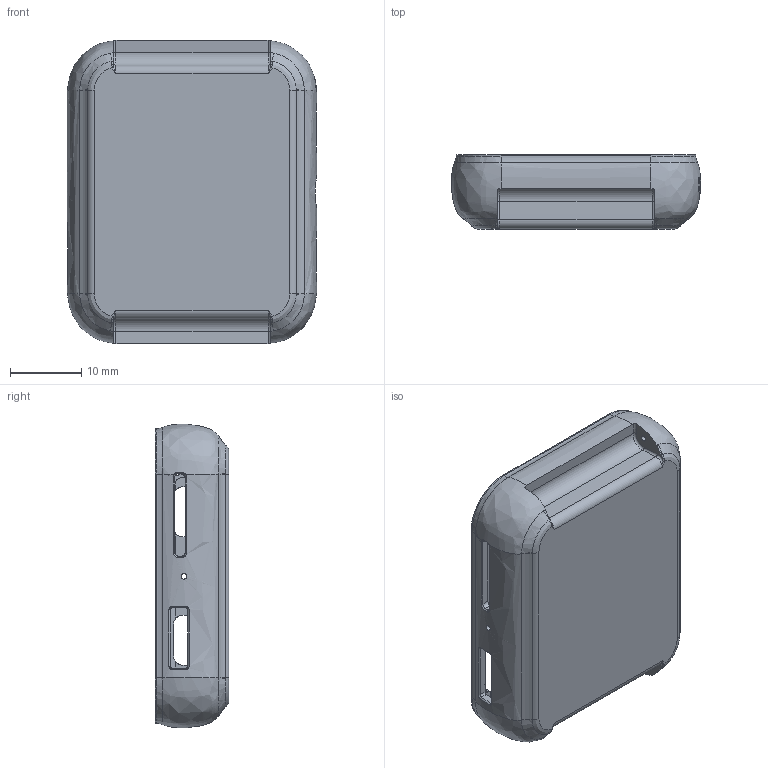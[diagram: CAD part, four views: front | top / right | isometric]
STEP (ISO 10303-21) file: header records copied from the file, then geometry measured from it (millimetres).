
FILE_DESCRIPTION(/* description */ (''),/* implementation_level */ '2;1');
FILE_NAME(/* name */ 'case raw v16.step',/* time_stamp */ '2024-01-11T15:29:25+08:00',/* author */ (''),/* organization */ (''),/* preprocessor_version */ 'ST-DEVELOPER v20',/* originating_system */ 'Autodesk Translation Framework v12.14.0.127',/* authorisation */ '');
FILE_SCHEMA (('AUTOMOTIVE_DESIGN { 1 0 10303 214 3 1 1 }'));
Length unit declared in the file: millimetre
Products named in the file (1): case raw
Bounding box: 34.89 x 10.35 x 42.49 mm (x, y, z)
Volume: 2923.8 mm3; surface area: 5342.9 mm2
Topology: 5 solids, 5 shells, 300 faces, 813 edges, 513 vertices
Faces by surface type: bspline 152, plane 91, cylinder 41, torus 16
Full cylindrical faces by diameter (mm): 0.781 x10, 4.589 x1
Entity records: 15031 total; most frequent: CARTESIAN_POINT 8587, ORIENTED_EDGE 1614, DIRECTION 904, EDGE_CURVE 807, VERTEX_POINT 513, B_SPLINE_CURVE_WITH_KNOTS 385, AXIS2_PLACEMENT_3D 333, EDGE_LOOP 318
